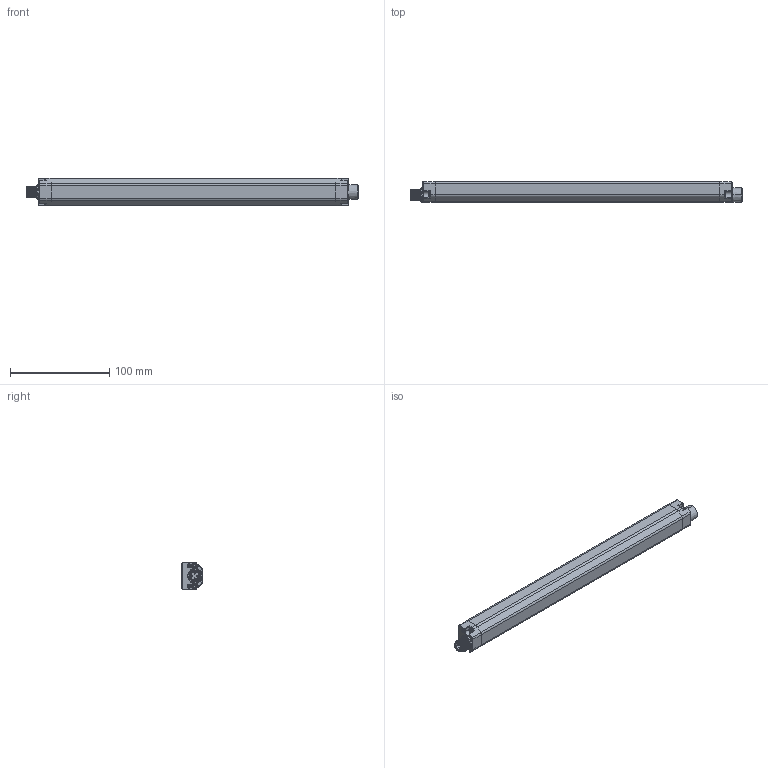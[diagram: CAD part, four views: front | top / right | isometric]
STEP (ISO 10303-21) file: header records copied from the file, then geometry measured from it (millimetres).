
FILE_DESCRIPTION((''),'2;1');
FILE_NAME('157890_SM01_ASM','2023-06-23T08:33:25',('banengservice'),('BANNER ENGINEERING'),'CREO PARAMETRIC BY PTC INC, 2022414','CREO PARAMETRIC BY PTC INC, 2022414','');
FILE_SCHEMA(('CONFIG_CONTROL_DESIGN'));
Length unit declared in the file: inch
Products named in the file (2): 157890_EP01; 157890_SM01_ASM
Assembly tree (1 placements, depth 2):
  157890_SM01_ASM
    157890_EP01
Bounding box: 334 x 20.99 x 28 mm (x, y, z)
Volume: 166007.3 mm3; surface area: 33409.5 mm2
Topology: 1 solids, 1 shells, 554 faces, 1422 edges, 901 vertices
Faces by surface type: cylinder 225, plane 190, cone 79, torus 27, bspline 25, sphere 8
Entity records: 26829 total; most frequent: CARTESIAN_POINT 13242, DIRECTION 2879, ORIENTED_EDGE 2828, EDGE_CURVE 1414, AXIS2_PLACEMENT_3D 1077, VERTEX_POINT 901, VECTOR 725, LINE 725
